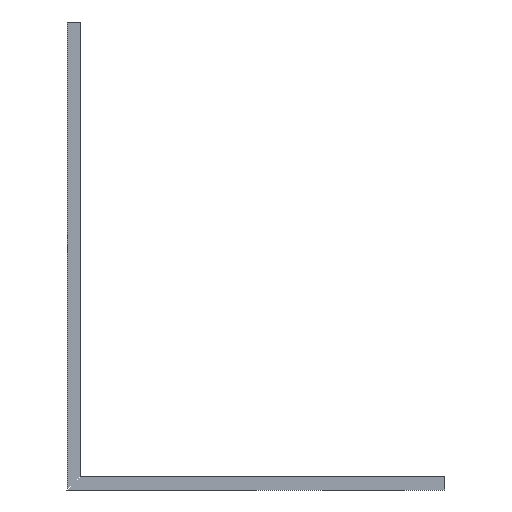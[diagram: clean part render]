
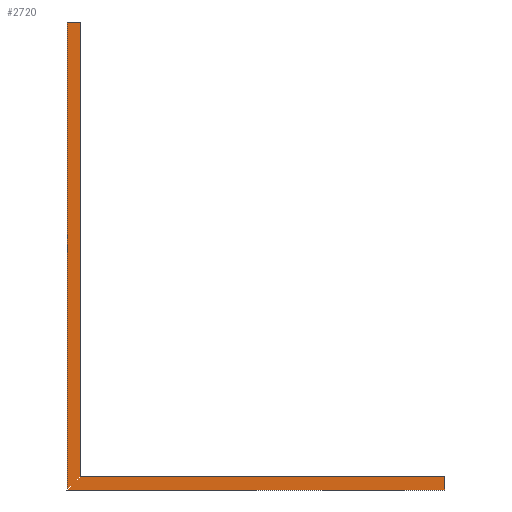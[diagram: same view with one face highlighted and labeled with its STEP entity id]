
A CAD part, front view. The second image highlights one B-rep face of the part: STEP entity #2720.
In plain terms, the highlighted planar face has unit normal (0, -1, 0).
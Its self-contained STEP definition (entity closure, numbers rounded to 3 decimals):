
#168 = VERTEX_POINT ( 'NONE', #2447 ) ;
#344 = DIRECTION ( 'NONE',  ( 1., 0., 0. ) ) ;
#440 = CARTESIAN_POINT ( 'NONE',  ( 0., -795., 0. ) ) ;
#474 = VECTOR ( 'NONE', #344, 1000. ) ;
#605 = ORIENTED_EDGE ( 'NONE', *, *, #6415, .T. ) ;
#1412 = EDGE_CURVE ( 'NONE', #7035, #4076, #3968, .T. ) ;
#1475 = LINE ( 'NONE', #2589, #2842 ) ;
#1672 = EDGE_CURVE ( 'NONE', #6197, #7035, #5778, .T. ) ;
#1746 = VERTEX_POINT ( 'NONE', #3505 ) ;
#1760 = CARTESIAN_POINT ( 'NONE',  ( 0., -795., 52. ) ) ;
#1898 = CARTESIAN_POINT ( 'NONE',  ( 1.5, -795., 1.5 ) ) ;
#1950 = LINE ( 'NONE', #2090, #3515 ) ;
#2090 = CARTESIAN_POINT ( 'NONE',  ( 1.5, -795., 52. ) ) ;
#2103 = AXIS2_PLACEMENT_3D ( 'NONE', #4300, #3643, #3032 ) ;
#2201 = VECTOR ( 'NONE', #4453, 1000. ) ;
#2447 = CARTESIAN_POINT ( 'NONE',  ( 1.5, -795., 52. ) ) ;
#2589 = CARTESIAN_POINT ( 'NONE',  ( 1.5, -795., 52. ) ) ;
#2646 = ORIENTED_EDGE ( 'NONE', *, *, #6114, .F. ) ;
#2720 = ADVANCED_FACE ( 'NONE', ( #3118 ), #4323, .T. ) ;
#2842 = VECTOR ( 'NONE', #3934, 1000. ) ;
#2936 = CARTESIAN_POINT ( 'NONE',  ( 42., -795., 1.5 ) ) ;
#3032 = DIRECTION ( 'NONE',  ( -1., 0., 0. ) ) ;
#3118 = FACE_OUTER_BOUND ( 'NONE', #3730, .T. ) ;
#3256 = LINE ( 'NONE', #1760, #5203 ) ;
#3505 = CARTESIAN_POINT ( 'NONE',  ( 0., -795., 52. ) ) ;
#3515 = VECTOR ( 'NONE', #6033, 1000. ) ;
#3568 = ORIENTED_EDGE ( 'NONE', *, *, #4610, .F. ) ;
#3643 = DIRECTION ( 'NONE',  ( 0., -1., 0. ) ) ;
#3730 = EDGE_LOOP ( 'NONE', ( #2646, #3568, #605, #7507, #6627, #6404 ) ) ;
#3833 = CARTESIAN_POINT ( 'NONE',  ( 0., -795., 0. ) ) ;
#3934 = DIRECTION ( 'NONE',  ( 0., 0., -1. ) ) ;
#3968 = LINE ( 'NONE', #4219, #2201 ) ;
#4076 = VERTEX_POINT ( 'NONE', #2936 ) ;
#4175 = EDGE_CURVE ( 'NONE', #1746, #6197, #3256, .T. ) ;
#4219 = CARTESIAN_POINT ( 'NONE',  ( 42., -795., 0. ) ) ;
#4300 = CARTESIAN_POINT ( 'NONE',  ( 0., -795., 0. ) ) ;
#4323 = PLANE ( 'NONE',  #2103 ) ;
#4362 = CARTESIAN_POINT ( 'NONE',  ( 0., -795., 1.5 ) ) ;
#4453 = DIRECTION ( 'NONE',  ( 0., 0., 1. ) ) ;
#4610 = EDGE_CURVE ( 'NONE', #168, #5815, #1475, .T. ) ;
#5035 = DIRECTION ( 'NONE',  ( 1., 0., 0. ) ) ;
#5203 = VECTOR ( 'NONE', #6354, 1000. ) ;
#5256 = CARTESIAN_POINT ( 'NONE',  ( 42., -795., 0. ) ) ;
#5267 = LINE ( 'NONE', #4362, #8472 ) ;
#5778 = LINE ( 'NONE', #440, #474 ) ;
#5815 = VERTEX_POINT ( 'NONE', #1898 ) ;
#6033 = DIRECTION ( 'NONE',  ( -1., 0., 0. ) ) ;
#6114 = EDGE_CURVE ( 'NONE', #5815, #4076, #5267, .T. ) ;
#6197 = VERTEX_POINT ( 'NONE', #3833 ) ;
#6354 = DIRECTION ( 'NONE',  ( 0., 0., -1. ) ) ;
#6404 = ORIENTED_EDGE ( 'NONE', *, *, #1412, .T. ) ;
#6415 = EDGE_CURVE ( 'NONE', #168, #1746, #1950, .T. ) ;
#6627 = ORIENTED_EDGE ( 'NONE', *, *, #1672, .T. ) ;
#7035 = VERTEX_POINT ( 'NONE', #5256 ) ;
#7507 = ORIENTED_EDGE ( 'NONE', *, *, #4175, .T. ) ;
#8472 = VECTOR ( 'NONE', #5035, 1000. ) ;
